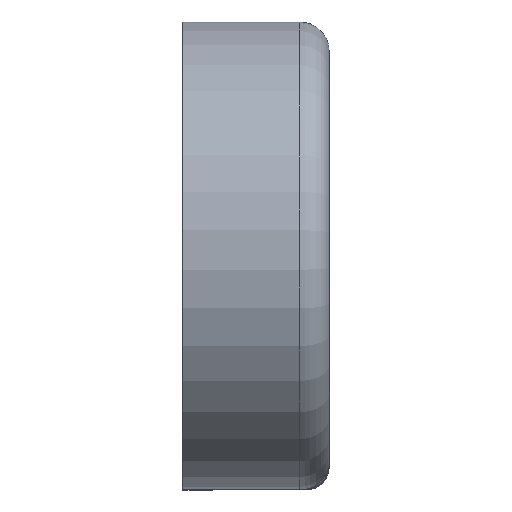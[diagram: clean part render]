
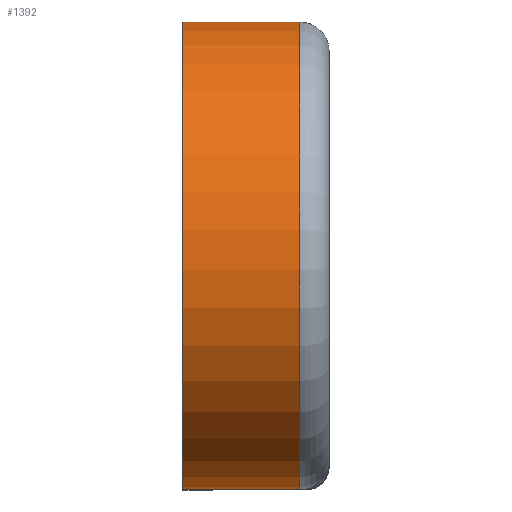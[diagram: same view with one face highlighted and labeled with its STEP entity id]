
A CAD part, left-side view. The second image highlights one B-rep face of the part: STEP entity #1392.
In plain terms, the highlighted cylindrical face has radius 20 mm (diameter 40 mm), a partial arc.
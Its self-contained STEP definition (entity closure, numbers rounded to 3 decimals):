
#80=CIRCLE('',#1478,20.);
#83=CIRCLE('',#1489,20.);
#107=CYLINDRICAL_SURFACE('',#1513,20.);
#184=FACE_OUTER_BOUND('',#272,.T.);
#272=EDGE_LOOP('',(#1257,#1258,#1259,#1260));
#367=LINE('',#2315,#503);
#376=LINE('',#2740,#512);
#503=VECTOR('',#1742,10.);
#512=VECTOR('',#1757,10.);
#631=VERTEX_POINT('',#2312);
#632=VERTEX_POINT('',#2314);
#648=VERTEX_POINT('',#2737);
#649=VERTEX_POINT('',#2739);
#795=EDGE_CURVE('',#631,#632,#367,.T.);
#816=EDGE_CURVE('',#649,#648,#376,.T.);
#819=EDGE_CURVE('',#649,#631,#80,.T.);
#839=EDGE_CURVE('',#632,#648,#83,.T.);
#1257=ORIENTED_EDGE('',*,*,#819,.F.);
#1258=ORIENTED_EDGE('',*,*,#816,.T.);
#1259=ORIENTED_EDGE('',*,*,#839,.F.);
#1260=ORIENTED_EDGE('',*,*,#795,.F.);
#1392=ADVANCED_FACE('',(#184),#107,.T.);
#1478=AXIS2_PLACEMENT_3D('',#2750,#1763,#1764);
#1489=AXIS2_PLACEMENT_3D('',#3266,#1797,#1798);
#1513=AXIS2_PLACEMENT_3D('',#3343,#1864,#1865);
#1742=DIRECTION('',(0.,1.,0.));
#1757=DIRECTION('',(0.,1.,0.));
#1763=DIRECTION('center_axis',(0.,-1.,0.));
#1764=DIRECTION('ref_axis',(-0.96,0.,0.281));
#1797=DIRECTION('center_axis',(0.,1.,0.));
#1798=DIRECTION('ref_axis',(0.,0.,-1.));
#1864=DIRECTION('center_axis',(0.,1.,0.));
#1865=DIRECTION('ref_axis',(-0.935,0.,0.354));
#2312=CARTESIAN_POINT('',(-103.214,2.5,0.));
#2314=CARTESIAN_POINT('',(-103.214,12.5,0.));
#2315=CARTESIAN_POINT('',(-103.214,0.,0.));
#2737=CARTESIAN_POINT('',(-89.986,12.5,35.));
#2739=CARTESIAN_POINT('',(-89.986,2.5,35.));
#2740=CARTESIAN_POINT('',(-89.986,0.,35.));
#2750=CARTESIAN_POINT('Origin',(-103.214,2.5,20.));
#3266=CARTESIAN_POINT('Origin',(-103.214,12.5,20.));
#3343=CARTESIAN_POINT('Origin',(-103.214,0.,20.));
